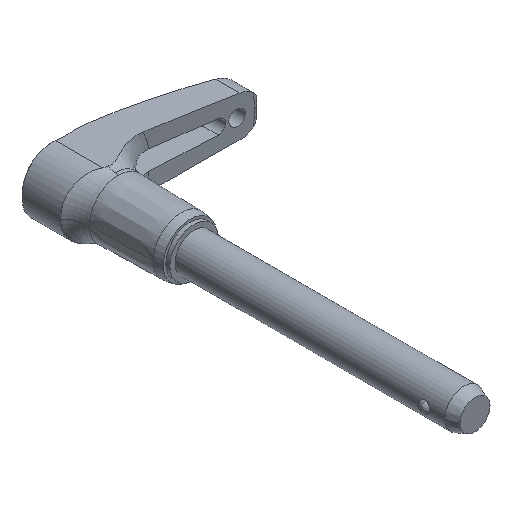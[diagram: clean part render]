
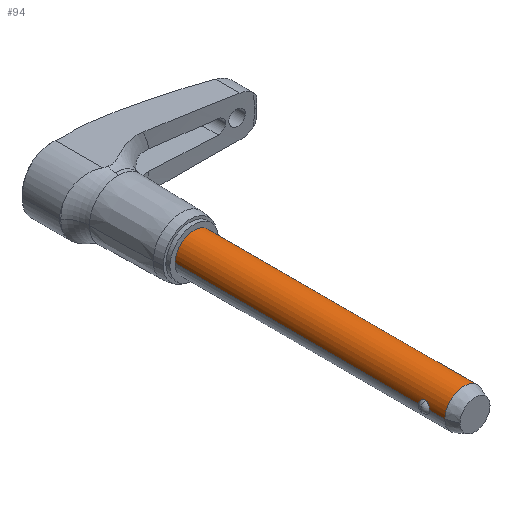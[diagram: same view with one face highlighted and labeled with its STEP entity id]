
A CAD part, isometric view. The second image highlights one B-rep face of the part: STEP entity #94.
In plain terms, the highlighted cylindrical face has radius 4.763 mm (diameter 9.525 mm), a partial arc.
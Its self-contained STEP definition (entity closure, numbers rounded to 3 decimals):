
#94=ADVANCED_FACE('',(#245),#246,.T.);
#245=FACE_OUTER_BOUND('',#454,.T.);
#246=CYLINDRICAL_SURFACE('',#455,4.763);
#454=EDGE_LOOP('',(#667,#668,#669,#670,#671,#672,#673,#674,#675,#676));
#455=AXIS2_PLACEMENT_3D('',#677,#678,#679);
#667=ORIENTED_EDGE('',*,*,#1267,.T.);
#668=ORIENTED_EDGE('',*,*,#1268,.T.);
#669=ORIENTED_EDGE('',*,*,#1269,.T.);
#670=ORIENTED_EDGE('',*,*,#1270,.T.);
#671=ORIENTED_EDGE('',*,*,#1271,.F.);
#672=ORIENTED_EDGE('',*,*,#1272,.T.);
#673=ORIENTED_EDGE('',*,*,#1273,.T.);
#674=ORIENTED_EDGE('',*,*,#1274,.T.);
#675=ORIENTED_EDGE('',*,*,#1275,.T.);
#676=ORIENTED_EDGE('',*,*,#1263,.T.);
#677=CARTESIAN_POINT('',(0.0,-35.116,0.0));
#678=DIRECTION('',(-0.0,1.0,0.0));
#679=DIRECTION('',(1.0,0.0,0.0));
#1263=EDGE_CURVE('',#1506,#1504,#1507,.T.);
#1267=EDGE_CURVE('',#1504,#1512,#1513,.T.);
#1268=EDGE_CURVE('',#1512,#1514,#1515,.T.);
#1269=EDGE_CURVE('',#1514,#1516,#1517,.T.);
#1270=EDGE_CURVE('',#1516,#1518,#1519,.T.);
#1271=EDGE_CURVE('',#1520,#1518,#1521,.T.);
#1272=EDGE_CURVE('',#1520,#1522,#1523,.T.);
#1273=EDGE_CURVE('',#1522,#1524,#1525,.T.);
#1274=EDGE_CURVE('',#1524,#1526,#1527,.T.);
#1275=EDGE_CURVE('',#1526,#1506,#1528,.T.);
#1504=VERTEX_POINT('',#1912);
#1506=VERTEX_POINT('',#1915);
#1507=CIRCLE('',#1916,4.763);
#1512=VERTEX_POINT('',#1922);
#1513=LINE('',#1923,#1924);
#1514=VERTEX_POINT('',#1925);
#1515=B_SPLINE_CURVE_WITH_KNOTS('',3,(#1926,#1927,#1928,#1929,#1930,#1931,#1932,#1933,#1934,#1935,#1936,#1937,#1938,#1939),.UNSPECIFIED.,.F.,.F.,(4,2,2,2,2,2,4),(2.083,2.447,2.811,3.028,3.245,3.706,4.167),.UNSPECIFIED.);
#1516=VERTEX_POINT('',#1940);
#1517=B_SPLINE_CURVE_WITH_KNOTS('',3,(#1941,#1942,#1943,#1944,#1945,#1946,#1947,#1948,#1949,#1950,#1951,#1952,#1953,#1954),.UNSPECIFIED.,.F.,.F.,(4,2,2,2,2,2,4),(4.167,4.628,5.089,5.305,5.522,5.886,6.25),.UNSPECIFIED.);
#1518=VERTEX_POINT('',#1955);
#1519=LINE('',#1956,#1957);
#1520=VERTEX_POINT('',#1958);
#1521=CIRCLE('',#1959,4.763);
#1522=VERTEX_POINT('',#1960);
#1523=LINE('',#1961,#1962);
#1524=VERTEX_POINT('',#1963);
#1525=B_SPLINE_CURVE_WITH_KNOTS('',3,(#1964,#1965,#1966,#1967,#1968,#1969,#1970,#1971,#1972,#1973,#1974,#1975,#1976,#1977),.UNSPECIFIED.,.F.,.F.,(4,2,2,2,2,2,4),(6.25,6.614,6.978,7.194,7.411,7.872,8.333),.UNSPECIFIED.);
#1526=VERTEX_POINT('',#1978);
#1527=B_SPLINE_CURVE_WITH_KNOTS('',3,(#1979,#1980,#1981,#1982,#1983,#1984,#1985,#1986,#1987,#1988,#1989,#1990,#1991,#1992),.UNSPECIFIED.,.F.,.F.,(4,2,2,2,2,2,4),(0.0,0.461,0.922,1.139,1.355,1.719,2.083),.UNSPECIFIED.);
#1528=LINE('',#1993,#1994);
#1912=CARTESIAN_POINT('',(4.763,-67.45,0.0));
#1915=CARTESIAN_POINT('',(-4.763,-67.45,0.));
#1916=AXIS2_PLACEMENT_3D('',#3222,#3223,#3224);
#1922=CARTESIAN_POINT('',(4.763,-63.64,0.));
#1923=CARTESIAN_POINT('',(4.763,-35.116,0.));
#1924=VECTOR('',#3229,1.0);
#1925=CARTESIAN_POINT('',(4.543,-62.3,1.429));
#1926=CARTESIAN_POINT('',(4.763,-63.64,0.0));
#1927=CARTESIAN_POINT('',(4.763,-63.64,0.121));
#1928=CARTESIAN_POINT('',(4.757,-63.625,0.253));
#1929=CARTESIAN_POINT('',(4.737,-63.56,0.507));
#1930=CARTESIAN_POINT('',(4.722,-63.511,0.629));
#1931=CARTESIAN_POINT('',(4.696,-63.418,0.797));
#1932=CARTESIAN_POINT('',(4.684,-63.375,0.863));
#1933=CARTESIAN_POINT('',(4.66,-63.279,0.985));
#1934=CARTESIAN_POINT('',(4.647,-63.225,1.042));
#1935=CARTESIAN_POINT('',(4.612,-63.06,1.192));
#1936=CARTESIAN_POINT('',(4.587,-62.92,1.282));
#1937=CARTESIAN_POINT('',(4.552,-62.617,1.4));
#1938=CARTESIAN_POINT('',(4.543,-62.453,1.429));
#1939=CARTESIAN_POINT('',(4.543,-62.3,1.429));
#1940=CARTESIAN_POINT('',(4.763,-60.96,0.));
#1941=CARTESIAN_POINT('',(4.543,-62.3,1.429));
#1942=CARTESIAN_POINT('',(4.543,-62.146,1.429));
#1943=CARTESIAN_POINT('',(4.552,-61.982,1.4));
#1944=CARTESIAN_POINT('',(4.587,-61.679,1.282));
#1945=CARTESIAN_POINT('',(4.612,-61.54,1.192));
#1946=CARTESIAN_POINT('',(4.647,-61.375,1.042));
#1947=CARTESIAN_POINT('',(4.66,-61.321,0.985));
#1948=CARTESIAN_POINT('',(4.684,-61.224,0.863));
#1949=CARTESIAN_POINT('',(4.696,-61.182,0.797));
#1950=CARTESIAN_POINT('',(4.722,-61.089,0.629));
#1951=CARTESIAN_POINT('',(4.737,-61.039,0.507));
#1952=CARTESIAN_POINT('',(4.757,-60.975,0.253));
#1953=CARTESIAN_POINT('',(4.763,-60.96,0.121));
#1954=CARTESIAN_POINT('',(4.763,-60.96,0.));
#1955=CARTESIAN_POINT('',(4.763,0.0,0.0));
#1956=CARTESIAN_POINT('',(4.763,-35.116,0.));
#1957=VECTOR('',#3230,1.0);
#1958=CARTESIAN_POINT('',(-4.763,0.0,0.));
#1959=AXIS2_PLACEMENT_3D('',#3231,#3232,#3233);
#1960=CARTESIAN_POINT('',(-4.763,-60.96,0.));
#1961=CARTESIAN_POINT('',(-4.763,-35.116,0.));
#1962=VECTOR('',#3234,1.0);
#1963=CARTESIAN_POINT('',(-4.543,-62.3,1.429));
#1964=CARTESIAN_POINT('',(-4.763,-60.96,0.));
#1965=CARTESIAN_POINT('',(-4.763,-60.96,0.121));
#1966=CARTESIAN_POINT('',(-4.757,-60.975,0.253));
#1967=CARTESIAN_POINT('',(-4.737,-61.039,0.507));
#1968=CARTESIAN_POINT('',(-4.722,-61.089,0.629));
#1969=CARTESIAN_POINT('',(-4.696,-61.182,0.797));
#1970=CARTESIAN_POINT('',(-4.684,-61.224,0.863));
#1971=CARTESIAN_POINT('',(-4.66,-61.321,0.985));
#1972=CARTESIAN_POINT('',(-4.647,-61.375,1.042));
#1973=CARTESIAN_POINT('',(-4.612,-61.54,1.192));
#1974=CARTESIAN_POINT('',(-4.587,-61.679,1.282));
#1975=CARTESIAN_POINT('',(-4.552,-61.982,1.4));
#1976=CARTESIAN_POINT('',(-4.543,-62.146,1.429));
#1977=CARTESIAN_POINT('',(-4.543,-62.3,1.429));
#1978=CARTESIAN_POINT('',(-4.763,-63.64,0.));
#1979=CARTESIAN_POINT('',(-4.543,-62.3,1.429));
#1980=CARTESIAN_POINT('',(-4.543,-62.453,1.429));
#1981=CARTESIAN_POINT('',(-4.552,-62.617,1.4));
#1982=CARTESIAN_POINT('',(-4.587,-62.92,1.282));
#1983=CARTESIAN_POINT('',(-4.612,-63.06,1.192));
#1984=CARTESIAN_POINT('',(-4.647,-63.225,1.042));
#1985=CARTESIAN_POINT('',(-4.66,-63.279,0.985));
#1986=CARTESIAN_POINT('',(-4.684,-63.375,0.863));
#1987=CARTESIAN_POINT('',(-4.696,-63.418,0.797));
#1988=CARTESIAN_POINT('',(-4.722,-63.511,0.629));
#1989=CARTESIAN_POINT('',(-4.737,-63.56,0.507));
#1990=CARTESIAN_POINT('',(-4.757,-63.625,0.253));
#1991=CARTESIAN_POINT('',(-4.763,-63.64,0.121));
#1992=CARTESIAN_POINT('',(-4.763,-63.64,0.));
#1993=CARTESIAN_POINT('',(-4.763,-35.116,0.));
#1994=VECTOR('',#3235,1.0);
#3222=CARTESIAN_POINT('',(0.0,-67.45,0.0));
#3223=DIRECTION('',(0.,1.0,0.0));
#3224=DIRECTION('',(1.0,0.,0.0));
#3229=DIRECTION('',(0.0,1.0,0.0));
#3230=DIRECTION('',(0.0,1.0,0.0));
#3231=CARTESIAN_POINT('',(0.0,0.0,0.0));
#3232=DIRECTION('',(-0.0,1.0,0.0));
#3233=DIRECTION('',(1.0,0.0,0.0));
#3234=DIRECTION('',(-0.0,-1.0,-0.0));
#3235=DIRECTION('',(-0.0,-1.0,-0.0));
